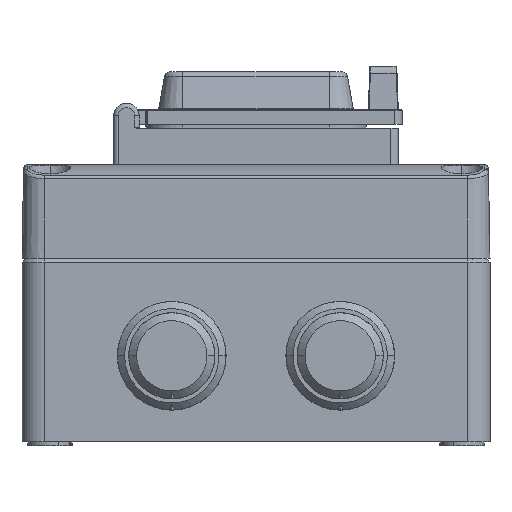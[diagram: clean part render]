
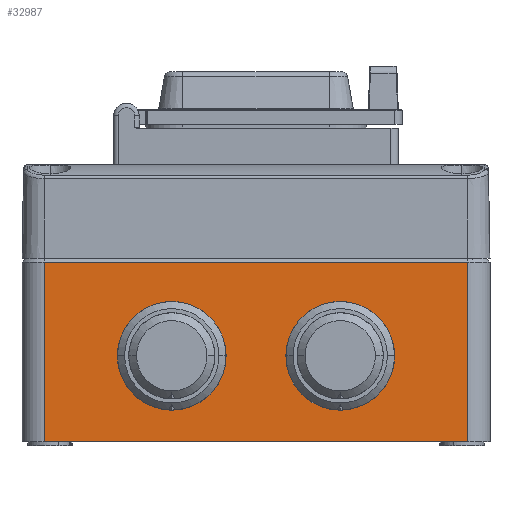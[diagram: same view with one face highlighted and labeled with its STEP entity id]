
A CAD part, front view. The second image highlights one B-rep face of the part: STEP entity #32987.
In plain terms, the highlighted face is planar.
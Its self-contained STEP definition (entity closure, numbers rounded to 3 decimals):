
#353=DIRECTION('',(0.,1.,0.));
#354=VECTOR('',#353,113.);
#355=CARTESIAN_POINT('',(-87.5,-56.5,-1.));
#356=LINE('',#355,#354);
#1123=DIRECTION('',(0.,0.,-1.));
#1124=VECTOR('',#1123,48.);
#1125=CARTESIAN_POINT('',(-87.5,56.5,-1.));
#1126=LINE('',#1125,#1124);
#1130=DIRECTION('',(0.,1.,0.));
#1131=VECTOR('',#1130,113.);
#1132=CARTESIAN_POINT('',(-87.5,-56.5,-49.));
#1133=LINE('',#1132,#1131);
#1137=DIRECTION('',(0.,0.,-1.));
#1138=VECTOR('',#1137,48.);
#1139=CARTESIAN_POINT('',(-87.5,-56.5,-1.));
#1140=LINE('',#1139,#1138);
#1176=CARTESIAN_POINT('',(-87.5,-22.5,-26.));
#1177=DIRECTION('',(-1.,0.,0.));
#1178=DIRECTION('',(0.,-1.,0.));
#1179=AXIS2_PLACEMENT_3D('',#1176,#1177,#1178);
#1184=CARTESIAN_POINT('',(-87.5,-22.5,-26.));
#1185=DIRECTION('',(-1.,0.,0.));
#1186=DIRECTION('',(0.,1.,0.));
#1187=AXIS2_PLACEMENT_3D('',#1184,#1185,#1186);
#1240=CARTESIAN_POINT('',(-87.5,22.5,-26.));
#1241=DIRECTION('',(-1.,0.,0.));
#1242=DIRECTION('',(0.,-1.,0.));
#1243=AXIS2_PLACEMENT_3D('',#1240,#1241,#1242);
#1248=CARTESIAN_POINT('',(-87.5,22.5,-26.));
#1249=DIRECTION('',(-1.,0.,0.));
#1250=DIRECTION('',(0.,1.,0.));
#1251=AXIS2_PLACEMENT_3D('',#1248,#1249,#1250);
#28744=CARTESIAN_POINT('',(-87.5,-56.5,-49.));
#28745=VERTEX_POINT('',#28744);
#28746=CARTESIAN_POINT('',(-87.5,56.5,-49.));
#28747=VERTEX_POINT('',#28746);
#29720=CARTESIAN_POINT('',(-87.5,-56.5,-1.));
#29721=VERTEX_POINT('',#29720);
#29724=CARTESIAN_POINT('',(-87.5,56.5,-1.));
#29725=VERTEX_POINT('',#29724);
#32078=CARTESIAN_POINT('',(-87.5,-37.033,-26.));
#32079=CARTESIAN_POINT('',(-87.5,-7.967,-26.));
#32080=VERTEX_POINT('',#32078);
#32081=VERTEX_POINT('',#32079);
#32102=CARTESIAN_POINT('',(-87.5,7.967,-26.));
#32103=CARTESIAN_POINT('',(-87.5,37.033,-26.));
#32104=VERTEX_POINT('',#32102);
#32105=VERTEX_POINT('',#32103);
#32963=CARTESIAN_POINT('',(-87.5,-56.5,0.));
#32964=DIRECTION('',(-1.,0.,0.));
#32965=DIRECTION('',(0.,1.,0.));
#32966=AXIS2_PLACEMENT_3D('',#32963,#32964,#32965);
#32967=PLANE('',#32966);
#32968=ORIENTED_EDGE('',*,*,#32632,.T.);
#32969=ORIENTED_EDGE('',*,*,#32958,.F.);
#32970=ORIENTED_EDGE('',*,*,#32473,.F.);
#32972=ORIENTED_EDGE('',*,*,#32971,.T.);
#32973=EDGE_LOOP('',(#32968,#32969,#32970,#32972));
#32974=FACE_OUTER_BOUND('',#32973,.F.);
#32976=ORIENTED_EDGE('',*,*,#32975,.T.);
#32978=ORIENTED_EDGE('',*,*,#32977,.T.);
#32979=EDGE_LOOP('',(#32976,#32978));
#32980=FACE_BOUND('',#32979,.F.);
#32982=ORIENTED_EDGE('',*,*,#32981,.T.);
#32984=ORIENTED_EDGE('',*,*,#32983,.T.);
#32985=EDGE_LOOP('',(#32982,#32984));
#32986=FACE_BOUND('',#32985,.F.);
#32987=ADVANCED_FACE('',(#32974,#32980,#32986),#32967,.T.);
#1180=CIRCLE('',#1179,14.533);
#1188=CIRCLE('',#1187,14.533);
#1244=CIRCLE('',#1243,14.533);
#1252=CIRCLE('',#1251,14.533);
#32473=EDGE_CURVE('',#29721,#29725,#356,.T.);
#32632=EDGE_CURVE('',#28745,#28747,#1133,.T.);
#32958=EDGE_CURVE('',#29725,#28747,#1126,.T.);
#32971=EDGE_CURVE('',#29721,#28745,#1140,.T.);
#32975=EDGE_CURVE('',#32080,#32081,#1180,.T.);
#32977=EDGE_CURVE('',#32081,#32080,#1188,.T.);
#32981=EDGE_CURVE('',#32104,#32105,#1244,.T.);
#32983=EDGE_CURVE('',#32105,#32104,#1252,.T.);
